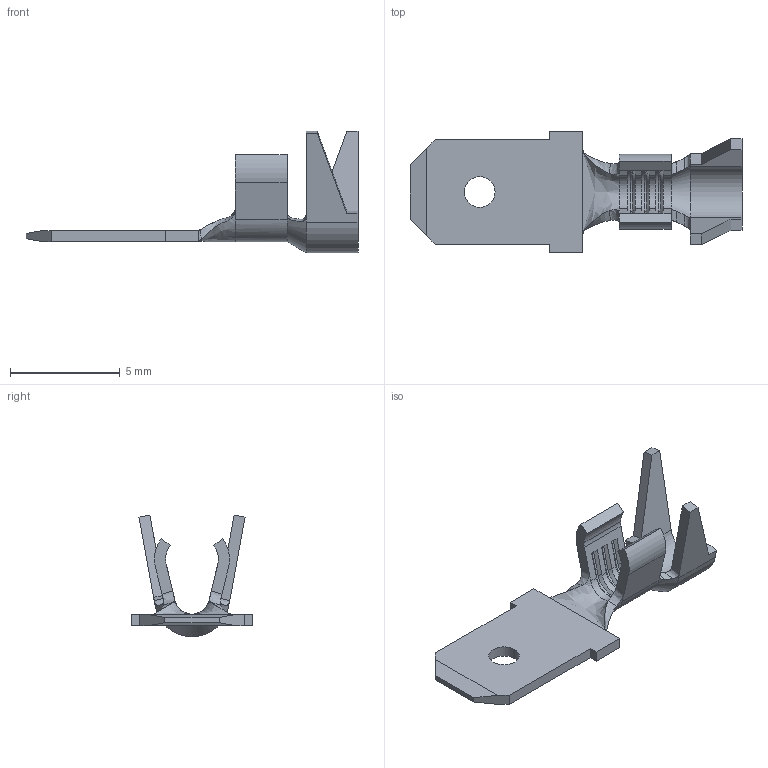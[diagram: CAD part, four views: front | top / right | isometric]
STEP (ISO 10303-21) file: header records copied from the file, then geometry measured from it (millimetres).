
FILE_DESCRIPTION (( 'STEP AP203' ), '1' );
FILE_NAME ('07949.STEP', '2015-01-29T13:23:23', ( '' ), ( '' ), 'SwSTEP 2.0', 'SolidWorks 2014', '' );
FILE_SCHEMA (( 'CONFIG_CONTROL_DESIGN' ));
Length unit declared in the file: inch
Products named in the file (1): 07949
Bounding box: 15.11 x 5.54 x 5.54 mm (x, y, z)
Volume: 41.8 mm3; surface area: 206 mm2
Topology: 1 solids, 1 shells, 138 faces, 356 edges, 224 vertices
Faces by surface type: plane 98, cylinder 18, bspline 16, cone 6
Entity records: 4756 total; most frequent: CARTESIAN_POINT 1446, ORIENTED_EDGE 712, DIRECTION 590, EDGE_CURVE 356, VECTOR 276, LINE 276, VERTEX_POINT 224, AXIS2_PLACEMENT_3D 157
